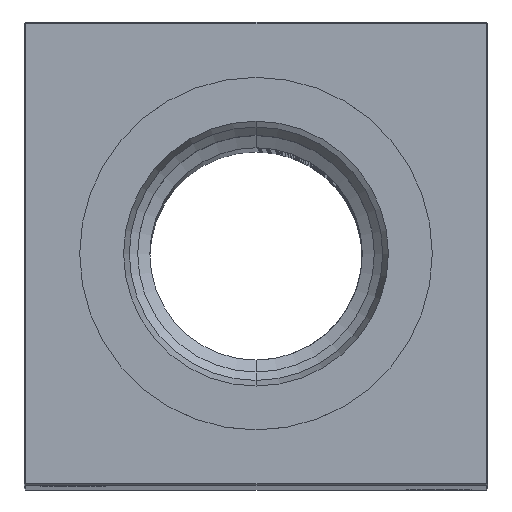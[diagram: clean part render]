
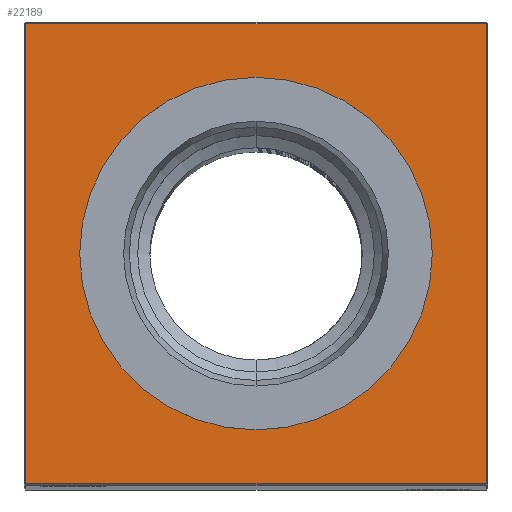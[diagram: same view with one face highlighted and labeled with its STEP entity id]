
A CAD part, top view. The second image highlights one B-rep face of the part: STEP entity #22189.
In plain terms, the highlighted planar face has unit normal (0, 0, 1).
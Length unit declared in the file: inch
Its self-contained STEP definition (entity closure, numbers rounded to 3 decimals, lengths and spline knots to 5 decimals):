
#945 = CIRCLE ( 'NONE', #25410, 1.14173 ) ;
#1024 = CARTESIAN_POINT ( 'NONE',  ( 0., 0., 17.5 ) ) ;
#1456 = PLANE ( 'NONE',  #4317 ) ;
#1608 = VECTOR ( 'NONE', #24367, 39.37008 ) ;
#1817 = ORIENTED_EDGE ( 'NONE', *, *, #1997, .T. ) ;
#1826 = VECTOR ( 'NONE', #3281, 39.37008 ) ;
#1997 = EDGE_CURVE ( 'NONE', #25128, #21493, #16616, .T. ) ;
#2388 = CARTESIAN_POINT ( 'NONE',  ( -1.49, 0., 17.5 ) ) ;
#2467 = EDGE_LOOP ( 'NONE', ( #16265, #20570 ) ) ;
#2918 = CARTESIAN_POINT ( 'NONE',  ( -1.49, -1.49, 17.5 ) ) ;
#3071 = CARTESIAN_POINT ( 'NONE',  ( 0., 0., 17.5 ) ) ;
#3281 = DIRECTION ( 'NONE',  ( 1., 0., 0. ) ) ;
#4010 = CARTESIAN_POINT ( 'NONE',  ( -1.49, 1.49, 17.5 ) ) ;
#4317 = AXIS2_PLACEMENT_3D ( 'NONE', #1024, #18629, #7968 ) ;
#5353 = CARTESIAN_POINT ( 'NONE',  ( 0., 1.14173, 17.5 ) ) ;
#5530 = CARTESIAN_POINT ( 'NONE',  ( 0., 1.49, 17.5 ) ) ;
#7035 = ORIENTED_EDGE ( 'NONE', *, *, #16247, .T. ) ;
#7968 = DIRECTION ( 'NONE',  ( -1., 0., 0. ) ) ;
#8213 = VERTEX_POINT ( 'NONE', #27504 ) ;
#9739 = DIRECTION ( 'NONE',  ( 0., 0., -1. ) ) ;
#10026 = DIRECTION ( 'NONE',  ( -1., 0., 0. ) ) ;
#10395 = EDGE_CURVE ( 'NONE', #8213, #16580, #945, .T. ) ;
#11170 = DIRECTION ( 'NONE',  ( 0., -1., 0. ) ) ;
#12491 = VERTEX_POINT ( 'NONE', #21312 ) ;
#13026 = VECTOR ( 'NONE', #11170, 39.37008 ) ;
#13190 = AXIS2_PLACEMENT_3D ( 'NONE', #3071, #9739, #10026 ) ;
#13834 = EDGE_LOOP ( 'NONE', ( #17728, #1817, #22331, #7035 ) ) ;
#13904 = LINE ( 'NONE', #5530, #24942 ) ;
#15038 = LINE ( 'NONE', #2388, #13026 ) ;
#15585 = EDGE_CURVE ( 'NONE', #16580, #8213, #25395, .T. ) ;
#15789 = DIRECTION ( 'NONE',  ( 0., 0., -1. ) ) ;
#16247 = EDGE_CURVE ( 'NONE', #12491, #18663, #13904, .T. ) ;
#16265 = ORIENTED_EDGE ( 'NONE', *, *, #15585, .T. ) ;
#16580 = VERTEX_POINT ( 'NONE', #5353 ) ;
#16616 = LINE ( 'NONE', #22709, #1826 ) ;
#17728 = ORIENTED_EDGE ( 'NONE', *, *, #27464, .T. ) ;
#17999 = LINE ( 'NONE', #26488, #1608 ) ;
#18629 = DIRECTION ( 'NONE',  ( 0., 0., -1. ) ) ;
#18663 = VERTEX_POINT ( 'NONE', #4010 ) ;
#20570 = ORIENTED_EDGE ( 'NONE', *, *, #10395, .T. ) ;
#20893 = FACE_BOUND ( 'NONE', #2467, .T. ) ;
#21312 = CARTESIAN_POINT ( 'NONE',  ( 1.49, 1.49, 17.5 ) ) ;
#21493 = VERTEX_POINT ( 'NONE', #26957 ) ;
#22189 = ADVANCED_FACE ( 'NONE', ( #22862, #20893 ), #1456, .F. ) ;
#22331 = ORIENTED_EDGE ( 'NONE', *, *, #22347, .T. ) ;
#22347 = EDGE_CURVE ( 'NONE', #21493, #12491, #17999, .T. ) ;
#22709 = CARTESIAN_POINT ( 'NONE',  ( 0., -1.49, 17.5 ) ) ;
#22862 = FACE_OUTER_BOUND ( 'NONE', #13834, .T. ) ;
#24367 = DIRECTION ( 'NONE',  ( 0., 1., 0. ) ) ;
#24804 = DIRECTION ( 'NONE',  ( -1., 0., 0. ) ) ;
#24942 = VECTOR ( 'NONE', #24804, 39.37008 ) ;
#25128 = VERTEX_POINT ( 'NONE', #2918 ) ;
#25395 = CIRCLE ( 'NONE', #13190, 1.14173 ) ;
#25410 = AXIS2_PLACEMENT_3D ( 'NONE', #26822, #15789, #27101 ) ;
#26488 = CARTESIAN_POINT ( 'NONE',  ( 1.49, 0., 17.5 ) ) ;
#26822 = CARTESIAN_POINT ( 'NONE',  ( 0., 0., 17.5 ) ) ;
#26957 = CARTESIAN_POINT ( 'NONE',  ( 1.49, -1.49, 17.5 ) ) ;
#27101 = DIRECTION ( 'NONE',  ( -1., 0., 0. ) ) ;
#27464 = EDGE_CURVE ( 'NONE', #18663, #25128, #15038, .T. ) ;
#27504 = CARTESIAN_POINT ( 'NONE',  ( 0., -1.14173, 17.5 ) ) ;
